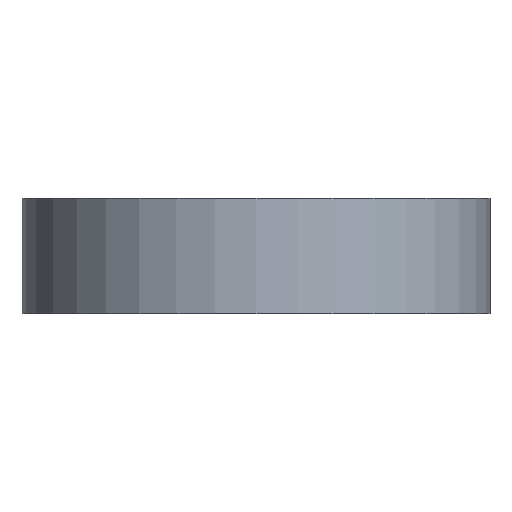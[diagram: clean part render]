
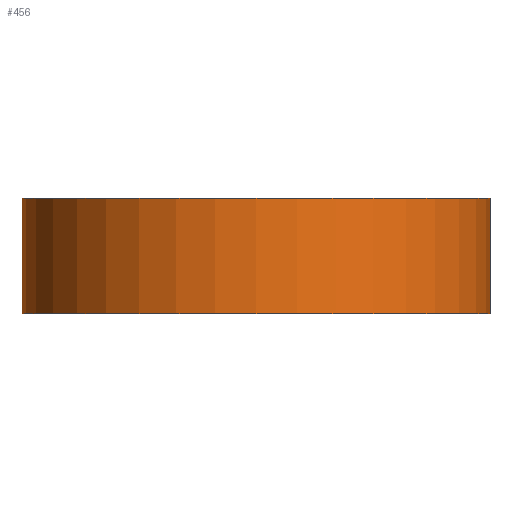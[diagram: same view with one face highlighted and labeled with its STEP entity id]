
A CAD part, front view. The second image highlights one B-rep face of the part: STEP entity #456.
In plain terms, the highlighted cylindrical face has radius 32.49 mm (diameter 64.98 mm), a full revolution.
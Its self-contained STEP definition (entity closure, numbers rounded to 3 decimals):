
#68=FACE_OUTER_BOUND('',#110,.T.);
#110=EDGE_LOOP('',(#367,#368,#369,#370));
#146=LINE('',#776,#166);
#166=VECTOR('',#640,32.49);
#202=CIRCLE('',#519,32.49);
#204=CIRCLE('',#524,32.49);
#240=VERTEX_POINT('',#767);
#242=VERTEX_POINT('',#775);
#286=EDGE_CURVE('',#240,#240,#202,.T.);
#289=EDGE_CURVE('',#240,#242,#146,.T.);
#290=EDGE_CURVE('',#242,#242,#204,.T.);
#367=ORIENTED_EDGE('',*,*,#286,.F.);
#368=ORIENTED_EDGE('',*,*,#289,.T.);
#369=ORIENTED_EDGE('',*,*,#290,.T.);
#370=ORIENTED_EDGE('',*,*,#289,.F.);
#432=CYLINDRICAL_SURFACE('',#523,32.49);
#456=ADVANCED_FACE('',(#68),#432,.T.);
#519=AXIS2_PLACEMENT_3D('',#768,#629,#630);
#523=AXIS2_PLACEMENT_3D('',#774,#638,#639);
#524=AXIS2_PLACEMENT_3D('',#777,#641,#642);
#629=DIRECTION('center_axis',(0.,0.,1.));
#630=DIRECTION('ref_axis',(1.,0.,0.));
#638=DIRECTION('center_axis',(0.,0.,1.));
#639=DIRECTION('ref_axis',(1.,0.,0.));
#640=DIRECTION('',(0.,0.,-1.));
#641=DIRECTION('center_axis',(0.,0.,1.));
#642=DIRECTION('ref_axis',(1.,0.,0.));
#767=CARTESIAN_POINT('',(-60.,0.,16.));
#768=CARTESIAN_POINT('Origin',(-27.51,0.,16.));
#774=CARTESIAN_POINT('Origin',(-27.51,0.,0.));
#775=CARTESIAN_POINT('',(-60.,0.,0.));
#776=CARTESIAN_POINT('',(-60.,0.,0.));
#777=CARTESIAN_POINT('Origin',(-27.51,0.,0.));
